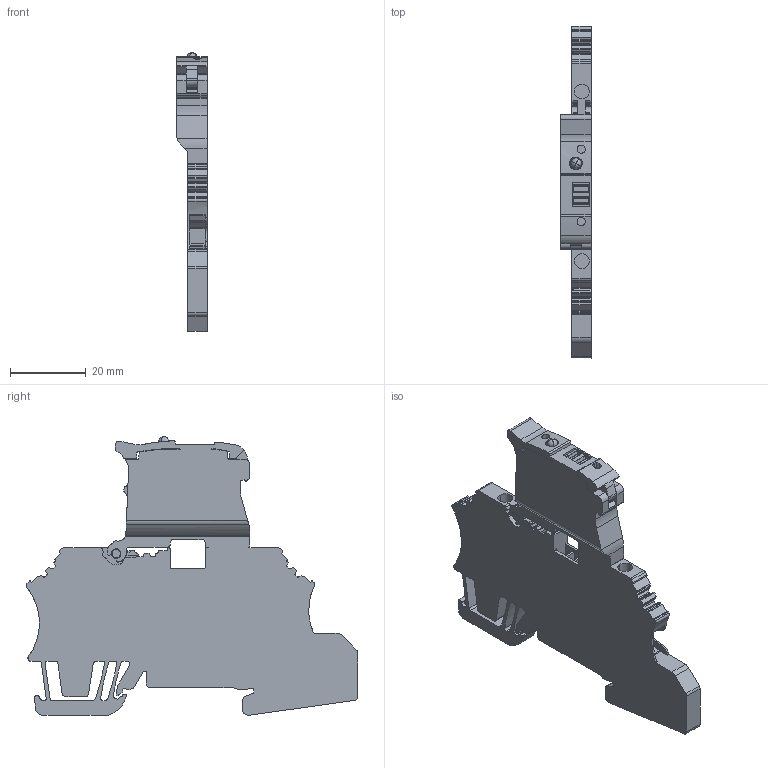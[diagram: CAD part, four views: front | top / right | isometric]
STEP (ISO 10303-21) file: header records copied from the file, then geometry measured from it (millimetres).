
FILE_DESCRIPTION(('CATIA V5 STEP Exchange','CAx-IF Rec.Pracs.--- Model Styling and Organization---1.4--- 2014-01-23'),'2;1');
FILE_NAME ('D1449540_0', '2020-04-28T03:49:44+00:00', ('none'), ('Weidmueller'), 'CATIA Version 5-6 Release 2016 SP3 HF44', 'CATIA V5 STEP AP214', 'none');
FILE_SCHEMA(('AUTOMOTIVE_DESIGN { 1 0 10303 214 1 1 1 1 }'));
Length unit declared in the file: millimetre
Products named in the file (1): 1162950000_WMF_2-5_FU_60-150V_SW
Bounding box: 8.04 x 87.73 x 73.65 mm (x, y, z)
Volume: 19610.1 mm3; surface area: 12260 mm2
Topology: 2 solids, 2 shells, 656 faces, 1952 edges, 1307 vertices
Faces by surface type: cylinder 304, plane 303, extrusion 37, torus 6, sphere 4, cone 2
Entity records: 22753 total; most frequent: CARTESIAN_POINT 5170, ORIENTED_EDGE 3896, DIRECTION 2850, EDGE_CURVE 1948, VERTEX_POINT 1307, VECTOR 1232, LINE 1195, AXIS2_PLACEMENT_3D 1090
